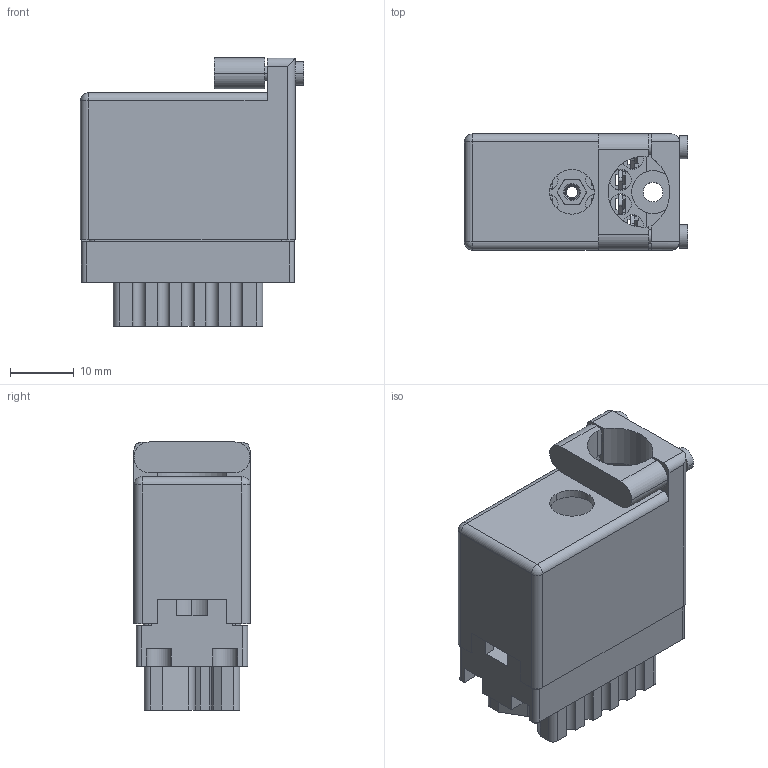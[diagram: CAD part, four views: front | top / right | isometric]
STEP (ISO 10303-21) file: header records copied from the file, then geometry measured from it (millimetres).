
FILE_DESCRIPTION (( 'STEP AP203' ), '1' );
FILE_NAME ('516-020-520-466.STEP', '2020-03-04T19:45:03', ( '' ), ( '' ), 'SwSTEP 2.0', 'SolidWorks 2016', '' );
FILE_SCHEMA (( 'CONFIG_CONTROL_DESIGN' ));
Length unit declared in the file: inch
Products named in the file (5): 516 Part Receptacle_020; 516-252-025-100_516-252-025-100; 516-230-001_Metal - 020 Top Entry; 516-292-001_520 Contact; 516-020-520-466
Assembly tree (23 placements, depth 2):
  516-020-520-466
    516 Part Receptacle_020
    516-292-001_520 Contact  x20
    516-230-001_Metal - 020 Top Entry
    516-252-025-100_516-252-025-100
Bounding box: 34.92 x 18.16 x 41.96 mm (x, y, z)
Volume: 9596 mm3; surface area: 17820.3 mm2
Topology: 23 solids, 23 shells, 2170 faces, 6279 edges, 4163 vertices
Faces by surface type: plane 1297, cylinder 737, bspline 123, cone 11, sphere 2
Entity records: 30453 total; most frequent: CARTESIAN_POINT 7733, ORIENTED_EDGE 4650, DIRECTION 4468, EDGE_CURVE 2325, LINE 1628, VECTOR 1628, VERTEX_POINT 1541, AXIS2_PLACEMENT_3D 1420
